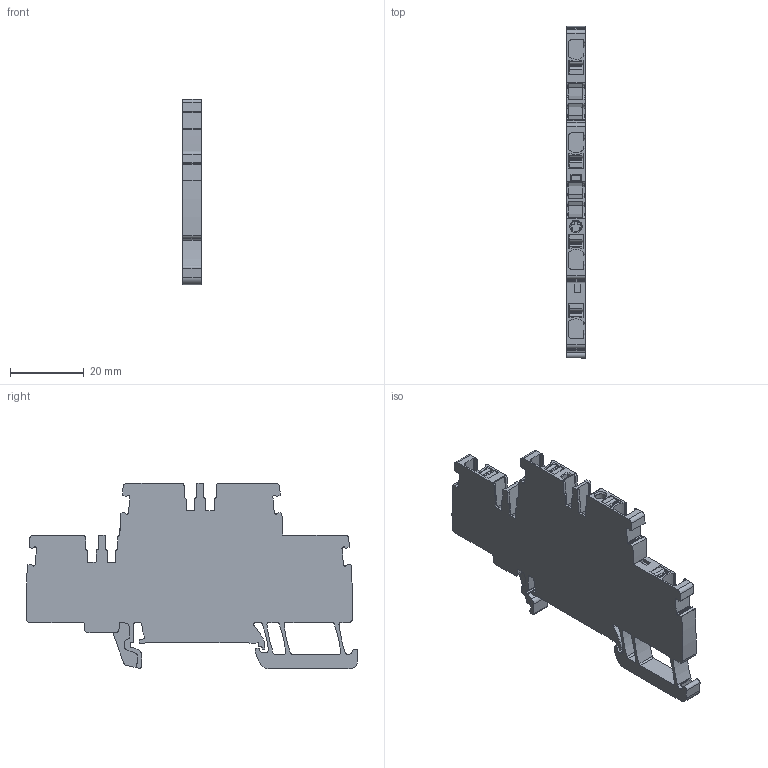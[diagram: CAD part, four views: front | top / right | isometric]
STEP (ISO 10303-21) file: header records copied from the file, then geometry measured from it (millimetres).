
FILE_DESCRIPTION(('CATIA V5R24 STEP','CAx-IF Rec.Pracs.--- Model Styling and Organization---1.2---2011-12-15'),'2;1');
FILE_NAME ('8393345_3', '2017-06-13T11:13:42+00:00', ('Weidmueller Interface'), ('Weidmueller'), 'CATIA Version 5-6 Release 2014 SP4 HF52', 'CATIA V5 STEP AP214', 'none');
FILE_SCHEMA(('AUTOMOTIVE_DESIGN { 1 0 10303 214 1 1 1 1 }'));
Length unit declared in the file: millimetre
Products named in the file (1): 1547660000_A2T_2-5_VL_BL
Bounding box: 5.1 x 89.73 x 50.15 mm (x, y, z)
Volume: 13650.6 mm3; surface area: 9682.8 mm2
Topology: 5 solids, 5 shells, 662 faces, 1960 edges, 1317 vertices
Faces by surface type: plane 313, cylinder 268, extrusion 79, cone 2
Entity records: 23243 total; most frequent: CARTESIAN_POINT 5566, ORIENTED_EDGE 3920, DIRECTION 2813, EDGE_CURVE 1960, VECTOR 1348, VERTEX_POINT 1317, LINE 1269, AXIS2_PLACEMENT_3D 986
